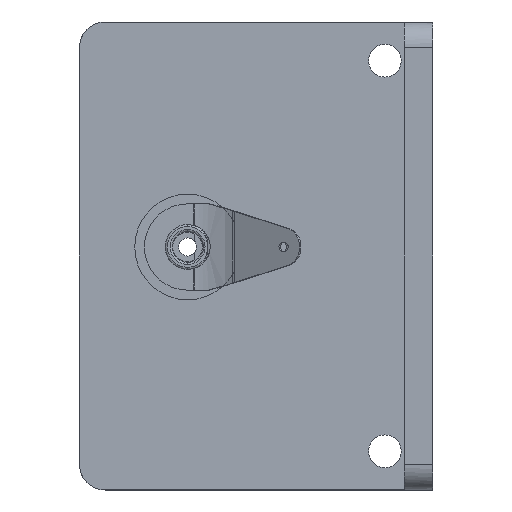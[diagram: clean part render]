
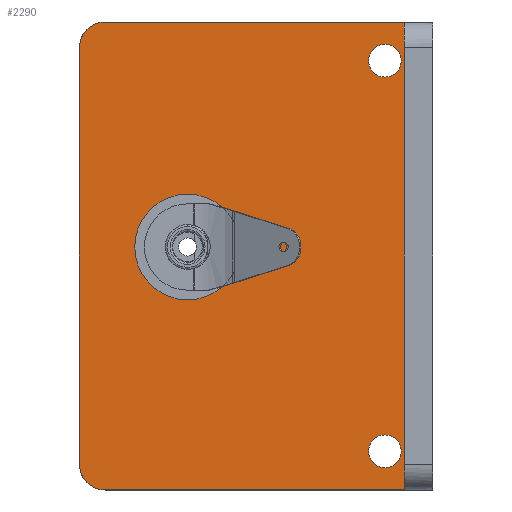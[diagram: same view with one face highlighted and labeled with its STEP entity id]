
A CAD part, left-side view. The second image highlights one B-rep face of the part: STEP entity #2290.
In plain terms, the highlighted planar face has unit normal (-1, 0, 0).
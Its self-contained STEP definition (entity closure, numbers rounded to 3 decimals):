
#142 = EDGE_LOOP ( 'NONE', ( #6792, #2694 ) ) ;
#159 = DIRECTION ( 'NONE',  ( 0., 0., -1. ) ) ;
#250 = CARTESIAN_POINT ( 'NONE',  ( -93.72, 19.01, -3.4 ) ) ;
#300 = VERTEX_POINT ( 'NONE', #250 ) ;
#328 = CIRCLE ( 'NONE', #11581, 4.1 ) ;
#394 = ORIENTED_EDGE ( 'NONE', *, *, #8912, .F. ) ;
#790 = CIRCLE ( 'NONE', #10090, 1.27 ) ;
#888 = EDGE_CURVE ( 'NONE', #11416, #8424, #13116, .T. ) ;
#1026 = CIRCLE ( 'NONE', #9675, 1.27 ) ;
#1042 = FACE_OUTER_BOUND ( 'NONE', #7689, .T. ) ;
#1064 = EDGE_CURVE ( 'NONE', #9176, #5913, #1026, .T. ) ;
#1071 = EDGE_CURVE ( 'NONE', #9747, #1661, #9431, .T. ) ;
#1079 = VERTEX_POINT ( 'NONE', #12547 ) ;
#1103 = CARTESIAN_POINT ( 'NONE',  ( -93.72, 2.2, 0. ) ) ;
#1339 = CARTESIAN_POINT ( 'NONE',  ( -93.72, 19.01, 0.7 ) ) ;
#1340 = CARTESIAN_POINT ( 'NONE',  ( -93.72, 3.7, 13.89 ) ) ;
#1457 = AXIS2_PLACEMENT_3D ( 'NONE', #6632, #10759, #10684 ) ;
#1487 = EDGE_CURVE ( 'NONE', #300, #13237, #12503, .T. ) ;
#1661 = VERTEX_POINT ( 'NONE', #1743 ) ;
#1743 = CARTESIAN_POINT ( 'NONE',  ( -93.72, 2.2, -18.134 ) ) ;
#1927 = CARTESIAN_POINT ( 'NONE',  ( -93.72, 3.7, -16.43 ) ) ;
#1993 = PLANE ( 'NONE',  #10119 ) ;
#2130 = DIRECTION ( 'NONE',  ( -1., 0., 0. ) ) ;
#2290 = ADVANCED_FACE ( 'NONE', ( #1042, #6990, #11194, #6056 ), #1993, .T. ) ;
#2440 = CARTESIAN_POINT ( 'NONE',  ( -93.72, 3.7, -13.89 ) ) ;
#2461 = DIRECTION ( 'NONE',  ( -1., 0., 0. ) ) ;
#2624 = CARTESIAN_POINT ( 'NONE',  ( -93.72, 25.4, -16.16 ) ) ;
#2694 = ORIENTED_EDGE ( 'NONE', *, *, #1064, .F. ) ;
#2859 = EDGE_CURVE ( 'NONE', #9019, #1079, #3960, .T. ) ;
#2930 = ORIENTED_EDGE ( 'NONE', *, *, #9940, .T. ) ;
#3027 = ORIENTED_EDGE ( 'NONE', *, *, #1487, .T. ) ;
#3131 = DIRECTION ( 'NONE',  ( 0., 0., 1. ) ) ;
#3655 = VERTEX_POINT ( 'NONE', #10724 ) ;
#3693 = CARTESIAN_POINT ( 'NONE',  ( -93.72, 27.4, 16.16 ) ) ;
#3875 = ORIENTED_EDGE ( 'NONE', *, *, #13004, .T. ) ;
#3960 = CIRCLE ( 'NONE', #5255, 2. ) ;
#4034 = CARTESIAN_POINT ( 'NONE',  ( -93.72, 27.4, 0. ) ) ;
#4139 = CARTESIAN_POINT ( 'NONE',  ( -93.72, 25.72, 18.134 ) ) ;
#4337 = LINE ( 'NONE', #9482, #5989 ) ;
#4590 = DIRECTION ( 'NONE',  ( 0., -1., 0. ) ) ;
#4723 = LINE ( 'NONE', #4849, #13305 ) ;
#4843 = ORIENTED_EDGE ( 'NONE', *, *, #6575, .T. ) ;
#4849 = CARTESIAN_POINT ( 'NONE',  ( -93.72, 27.4, -18.134 ) ) ;
#5255 = AXIS2_PLACEMENT_3D ( 'NONE', #2624, #5872, #6752 ) ;
#5528 = DIRECTION ( 'NONE',  ( 0., 0., -1. ) ) ;
#5551 = VECTOR ( 'NONE', #12155, 1000. ) ;
#5646 = CARTESIAN_POINT ( 'NONE',  ( -93.72, 3.7, 15.16 ) ) ;
#5816 = CARTESIAN_POINT ( 'NONE',  ( -93.72, 19.01, 4.8 ) ) ;
#5872 = DIRECTION ( 'NONE',  ( -1., 0., 0. ) ) ;
#5892 = EDGE_LOOP ( 'NONE', ( #2930, #3027 ) ) ;
#5913 = VERTEX_POINT ( 'NONE', #2440 ) ;
#5970 = AXIS2_PLACEMENT_3D ( 'NONE', #5646, #7873, #9767 ) ;
#5973 = ORIENTED_EDGE ( 'NONE', *, *, #12394, .T. ) ;
#5989 = VECTOR ( 'NONE', #8465, 1000. ) ;
#6056 = FACE_BOUND ( 'NONE', #5892, .T. ) ;
#6119 = CARTESIAN_POINT ( 'NONE',  ( -93.72, 27.4, 0. ) ) ;
#6208 = LINE ( 'NONE', #4034, #5551 ) ;
#6224 = CIRCLE ( 'NONE', #1457, 1.27 ) ;
#6238 = ORIENTED_EDGE ( 'NONE', *, *, #888, .T. ) ;
#6320 = CARTESIAN_POINT ( 'NONE',  ( -93.72, 3.7, -15.16 ) ) ;
#6356 = CARTESIAN_POINT ( 'NONE',  ( -93.72, 2.2, 18.134 ) ) ;
#6575 = EDGE_CURVE ( 'NONE', #1079, #1661, #4723, .T. ) ;
#6632 = CARTESIAN_POINT ( 'NONE',  ( -93.72, 3.7, -15.16 ) ) ;
#6752 = DIRECTION ( 'NONE',  ( 0., 0., 1. ) ) ;
#6792 = ORIENTED_EDGE ( 'NONE', *, *, #13123, .F. ) ;
#6990 = FACE_BOUND ( 'NONE', #9876, .T. ) ;
#7084 = DIRECTION ( 'NONE',  ( 1., 0., 0. ) ) ;
#7289 = CARTESIAN_POINT ( 'NONE',  ( -93.72, 19.01, 0.7 ) ) ;
#7689 = EDGE_LOOP ( 'NONE', ( #8733, #3875, #6238, #5973, #10534, #4843 ) ) ;
#7873 = DIRECTION ( 'NONE',  ( -1., 0., 0. ) ) ;
#8370 = DIRECTION ( 'NONE',  ( -1., 0., 0. ) ) ;
#8424 = VERTEX_POINT ( 'NONE', #3693 ) ;
#8465 = DIRECTION ( 'NONE',  ( 0., 1., 0. ) ) ;
#8597 = VECTOR ( 'NONE', #159, 1000. ) ;
#8713 = DIRECTION ( 'NONE',  ( 1., 0., 0. ) ) ;
#8733 = ORIENTED_EDGE ( 'NONE', *, *, #1071, .F. ) ;
#8912 = EDGE_CURVE ( 'NONE', #9705, #3655, #10729, .T. ) ;
#9019 = VERTEX_POINT ( 'NONE', #13011 ) ;
#9112 = DIRECTION ( 'NONE',  ( 0., 0., -1. ) ) ;
#9176 = VERTEX_POINT ( 'NONE', #1927 ) ;
#9431 = LINE ( 'NONE', #1103, #8597 ) ;
#9482 = CARTESIAN_POINT ( 'NONE',  ( -93.72, 2.2, 18.134 ) ) ;
#9675 = AXIS2_PLACEMENT_3D ( 'NONE', #6320, #2130, #10437 ) ;
#9705 = VERTEX_POINT ( 'NONE', #1340 ) ;
#9747 = VERTEX_POINT ( 'NONE', #6356 ) ;
#9767 = DIRECTION ( 'NONE',  ( 0., 0., 1. ) ) ;
#9876 = EDGE_LOOP ( 'NONE', ( #10486, #394 ) ) ;
#9903 = DIRECTION ( 'NONE',  ( 0., 0., 1. ) ) ;
#9940 = EDGE_CURVE ( 'NONE', #13237, #300, #328, .T. ) ;
#10090 = AXIS2_PLACEMENT_3D ( 'NONE', #10528, #8370, #11862 ) ;
#10119 = AXIS2_PLACEMENT_3D ( 'NONE', #6119, #10175, #3131 ) ;
#10175 = DIRECTION ( 'NONE',  ( -1., 0., 0. ) ) ;
#10308 = AXIS2_PLACEMENT_3D ( 'NONE', #11996, #2461, #9903 ) ;
#10437 = DIRECTION ( 'NONE',  ( 0., 0., 1. ) ) ;
#10486 = ORIENTED_EDGE ( 'NONE', *, *, #12646, .F. ) ;
#10528 = CARTESIAN_POINT ( 'NONE',  ( -93.72, 3.7, 15.16 ) ) ;
#10534 = ORIENTED_EDGE ( 'NONE', *, *, #2859, .T. ) ;
#10684 = DIRECTION ( 'NONE',  ( 0., 0., 1. ) ) ;
#10724 = CARTESIAN_POINT ( 'NONE',  ( -93.72, 3.7, 16.43 ) ) ;
#10729 = CIRCLE ( 'NONE', #5970, 1.27 ) ;
#10759 = DIRECTION ( 'NONE',  ( -1., 0., 0. ) ) ;
#11194 = FACE_BOUND ( 'NONE', #142, .T. ) ;
#11416 = VERTEX_POINT ( 'NONE', #4139 ) ;
#11417 = AXIS2_PLACEMENT_3D ( 'NONE', #1339, #8713, #5528 ) ;
#11581 = AXIS2_PLACEMENT_3D ( 'NONE', #7289, #7084, #9112 ) ;
#11862 = DIRECTION ( 'NONE',  ( 0., 0., 1. ) ) ;
#11996 = CARTESIAN_POINT ( 'NONE',  ( -93.72, 25.4, 16.16 ) ) ;
#12155 = DIRECTION ( 'NONE',  ( 0., 0., -1. ) ) ;
#12394 = EDGE_CURVE ( 'NONE', #8424, #9019, #6208, .T. ) ;
#12503 = CIRCLE ( 'NONE', #11417, 4.1 ) ;
#12547 = CARTESIAN_POINT ( 'NONE',  ( -93.72, 25.72, -18.134 ) ) ;
#12646 = EDGE_CURVE ( 'NONE', #3655, #9705, #790, .T. ) ;
#13004 = EDGE_CURVE ( 'NONE', #9747, #11416, #4337, .T. ) ;
#13011 = CARTESIAN_POINT ( 'NONE',  ( -93.72, 27.4, -16.16 ) ) ;
#13116 = CIRCLE ( 'NONE', #10308, 2. ) ;
#13123 = EDGE_CURVE ( 'NONE', #5913, #9176, #6224, .T. ) ;
#13237 = VERTEX_POINT ( 'NONE', #5816 ) ;
#13305 = VECTOR ( 'NONE', #4590, 1000. ) ;
